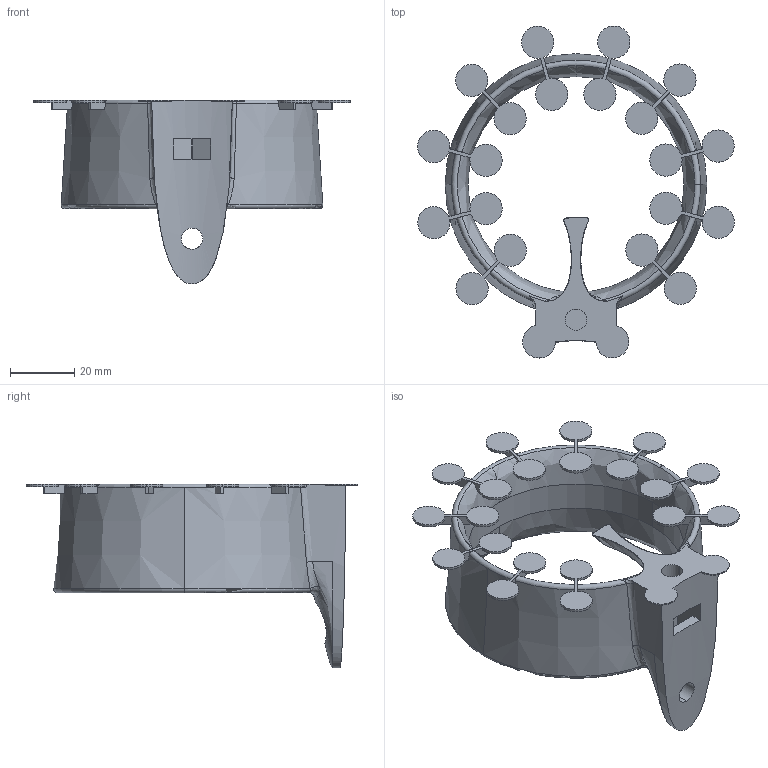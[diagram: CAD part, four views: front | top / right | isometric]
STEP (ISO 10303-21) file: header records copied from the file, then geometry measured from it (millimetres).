
FILE_DESCRIPTION (( 'STEP AP203' ), '1' );
FILE_NAME ('Mor-Go-Nozzle-with-supports.STEP', '2017-02-15T22:25:25', ( '' ), ( '' ), 'SwSTEP 2.0', 'SolidWorks 2014', '' );
FILE_SCHEMA (( 'CONFIG_CONTROL_DESIGN' ));
Length unit declared in the file: millimetre
Products named in the file (2): Mor-Go-Nozzle-with-supports
Bounding box: 98.23 x 102.97 x 57 mm (x, y, z)
Volume: 51144.3 mm3; surface area: 24779 mm2
Topology: 1 solids, 1 shells, 260 faces, 730 edges, 469 vertices
Faces by surface type: plane 127, cylinder 76, bspline 38, torus 15, cone 3, sphere 1
Entity records: 10668 total; most frequent: CARTESIAN_POINT 4069, ORIENTED_EDGE 1454, DIRECTION 1255, EDGE_CURVE 727, VERTEX_POINT 469, AXIS2_PLACEMENT_3D 463, LINE 329, VECTOR 329
